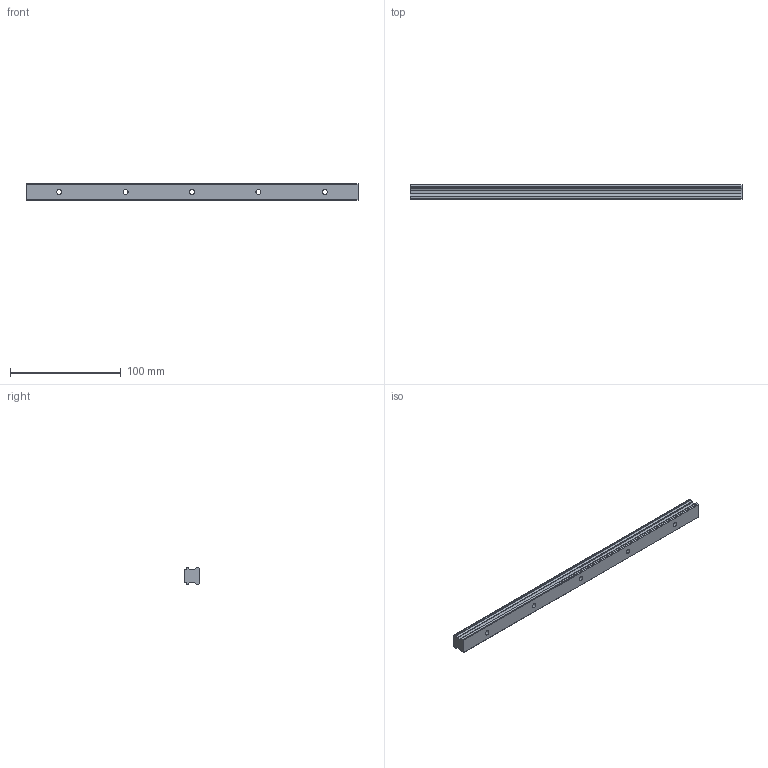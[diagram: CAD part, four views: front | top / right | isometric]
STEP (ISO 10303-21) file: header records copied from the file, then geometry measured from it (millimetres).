
FILE_DESCRIPTION (( 'STEP AP214' ), '1' );
FILE_NAME ('SHS15 300L G30.STEP', '2021-05-25T09:26:03', ( '' ), ( '' ), 'SwSTEP 2.0', 'SolidWorks 2021', '' );
FILE_SCHEMA (( 'AUTOMOTIVE_DESIGN' ));
Length unit declared in the file: millimetre
Products named in the file (2): _SHS15C30030 Track; SHS15 300L G30
Assembly tree (1 placements, depth 2):
  SHS15 300L G30
    _SHS15C30030 Track
Bounding box: 300 x 13 x 15 mm (x, y, z)
Volume: 48516.2 mm3; surface area: 18323.7 mm2
Topology: 1 solids, 1 shells, 70 faces, 189 edges, 126 vertices
Faces by surface type: cylinder 43, plane 27
Entity records: 2325 total; most frequent: DIRECTION 423, CARTESIAN_POINT 389, ORIENTED_EDGE 378, EDGE_CURVE 189, AXIS2_PLACEMENT_3D 160, VERTEX_POINT 126, VECTOR 103, LINE 103
